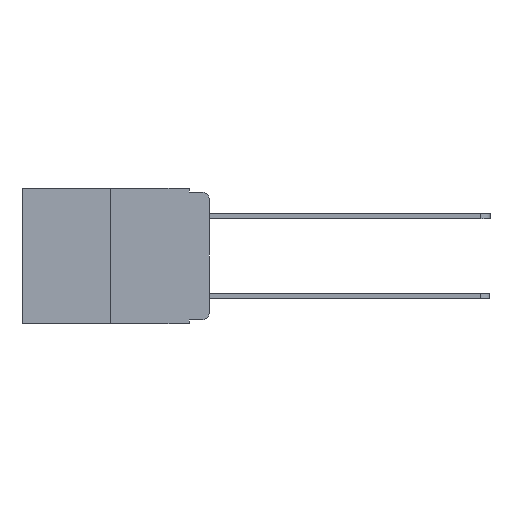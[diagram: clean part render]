
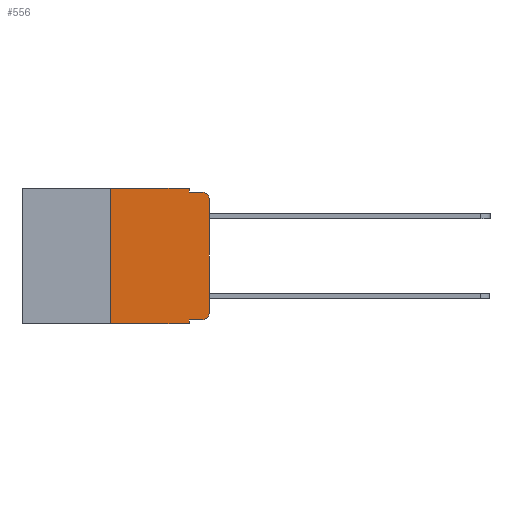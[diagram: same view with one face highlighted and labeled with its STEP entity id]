
A CAD part, left-side view. The second image highlights one B-rep face of the part: STEP entity #556.
In plain terms, the highlighted planar face has unit normal (-1, 0, 0).
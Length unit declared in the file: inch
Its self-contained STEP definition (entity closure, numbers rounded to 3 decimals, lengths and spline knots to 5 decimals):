
#267 = CARTESIAN_POINT ( 'NONE',  ( 0., 0.02, -0.01 ) ) ;
#556 = ADVANCED_FACE ( 'NONE', ( #7969 ), #19214, .F. ) ;
#657 = CARTESIAN_POINT ( 'NONE',  ( 0., 0.051, 0. ) ) ;
#853 = EDGE_CURVE ( 'NONE', #4963, #13705, #6214, .T. ) ;
#944 = ORIENTED_EDGE ( 'NONE', *, *, #17421, .F. ) ;
#953 = AXIS2_PLACEMENT_3D ( 'NONE', #1844, #12934, #3525 ) ;
#1000 = CARTESIAN_POINT ( 'NONE',  ( 0., 0.051, -0.333 ) ) ;
#1116 = VECTOR ( 'NONE', #17348, 39.37008 ) ;
#1437 = VECTOR ( 'NONE', #14924, 39.37008 ) ;
#1463 = ORIENTED_EDGE ( 'NONE', *, *, #3170, .F. ) ;
#1721 = ORIENTED_EDGE ( 'NONE', *, *, #4215, .F. ) ;
#1753 = ORIENTED_EDGE ( 'NONE', *, *, #5261, .T. ) ;
#1844 = CARTESIAN_POINT ( 'NONE',  ( 0., 0.02, -0.03 ) ) ;
#2038 = EDGE_CURVE ( 'NONE', #8880, #19297, #19177, .T. ) ;
#2135 = VECTOR ( 'NONE', #6021, 39.37008 ) ;
#2388 = ORIENTED_EDGE ( 'NONE', *, *, #18131, .T. ) ;
#2425 = VERTEX_POINT ( 'NONE', #8900 ) ;
#2918 = CARTESIAN_POINT ( 'NONE',  ( 0., 0.02, -0.333 ) ) ;
#3075 = ORIENTED_EDGE ( 'NONE', *, *, #18849, .T. ) ;
#3170 = EDGE_CURVE ( 'NONE', #20015, #13036, #14167, .T. ) ;
#3196 = ORIENTED_EDGE ( 'NONE', *, *, #17901, .T. ) ;
#3276 = CARTESIAN_POINT ( 'NONE',  ( 0., 0.051, 0. ) ) ;
#3449 = ORIENTED_EDGE ( 'NONE', *, *, #6296, .T. ) ;
#3525 = DIRECTION ( 'NONE',  ( 0., 0., -1. ) ) ;
#3542 = CARTESIAN_POINT ( 'NONE',  ( 0., 0.051, 0. ) ) ;
#3626 = ORIENTED_EDGE ( 'NONE', *, *, #853, .F. ) ;
#4215 = EDGE_CURVE ( 'NONE', #13036, #16035, #18439, .T. ) ;
#4711 = VECTOR ( 'NONE', #18835, 39.37008 ) ;
#4963 = VERTEX_POINT ( 'NONE', #1000 ) ;
#5227 = LINE ( 'NONE', #5561, #8461 ) ;
#5261 = EDGE_CURVE ( 'NONE', #2425, #16035, #11279, .T. ) ;
#5561 = CARTESIAN_POINT ( 'NONE',  ( 0., 0.051, -0.333 ) ) ;
#5577 = DIRECTION ( 'NONE',  ( 0., -1., 0. ) ) ;
#5921 = CIRCLE ( 'NONE', #6161, 0.02 ) ;
#6021 = DIRECTION ( 'NONE',  ( 0., 0., -1. ) ) ;
#6161 = AXIS2_PLACEMENT_3D ( 'NONE', #9525, #19840, #11080 ) ;
#6214 = LINE ( 'NONE', #3542, #1437 ) ;
#6273 = CARTESIAN_POINT ( 'NONE',  ( 0., 0., 0. ) ) ;
#6296 = EDGE_CURVE ( 'NONE', #13930, #2425, #18618, .T. ) ;
#6338 = VECTOR ( 'NONE', #5577, 39.37008 ) ;
#6456 = AXIS2_PLACEMENT_3D ( 'NONE', #15905, #19105, #18109 ) ;
#6650 = VECTOR ( 'NONE', #18217, 39.37008 ) ;
#7126 = DIRECTION ( 'NONE',  ( 0., -1., 0. ) ) ;
#7912 = ORIENTED_EDGE ( 'NONE', *, *, #2038, .F. ) ;
#7969 = FACE_OUTER_BOUND ( 'NONE', #19750, .T. ) ;
#8322 = CARTESIAN_POINT ( 'NONE',  ( 0., 0.473, 0. ) ) ;
#8461 = VECTOR ( 'NONE', #7126, 39.37008 ) ;
#8880 = VERTEX_POINT ( 'NONE', #9865 ) ;
#8900 = CARTESIAN_POINT ( 'NONE',  ( 0., 0., -0.03 ) ) ;
#9525 = CARTESIAN_POINT ( 'NONE',  ( 0., 0.02, -0.313 ) ) ;
#9752 = CARTESIAN_POINT ( 'NONE',  ( 0., 0.25, 0. ) ) ;
#9865 = CARTESIAN_POINT ( 'NONE',  ( 0., 0.25, -0.343 ) ) ;
#11080 = DIRECTION ( 'NONE',  ( 0., 0., -1. ) ) ;
#11279 = CIRCLE ( 'NONE', #953, 0.02 ) ;
#11537 = CARTESIAN_POINT ( 'NONE',  ( 0., 0.473, -0.343 ) ) ;
#12277 = CARTESIAN_POINT ( 'NONE',  ( 0., 0.051, -0.01 ) ) ;
#12934 = DIRECTION ( 'NONE',  ( -1., 0., 0. ) ) ;
#13036 = VERTEX_POINT ( 'NONE', #12277 ) ;
#13067 = LINE ( 'NONE', #11537, #4711 ) ;
#13111 = VERTEX_POINT ( 'NONE', #2918 ) ;
#13705 = VERTEX_POINT ( 'NONE', #16328 ) ;
#13930 = VERTEX_POINT ( 'NONE', #15495 ) ;
#14167 = LINE ( 'NONE', #3276, #2135 ) ;
#14797 = VECTOR ( 'NONE', #19852, 39.37008 ) ;
#14924 = DIRECTION ( 'NONE',  ( 0., 0., -1. ) ) ;
#15495 = CARTESIAN_POINT ( 'NONE',  ( 0., 0., -0.313 ) ) ;
#15905 = CARTESIAN_POINT ( 'NONE',  ( 0., 0.473, 0. ) ) ;
#16035 = VERTEX_POINT ( 'NONE', #267 ) ;
#16328 = CARTESIAN_POINT ( 'NONE',  ( 0., 0.051, -0.343 ) ) ;
#17263 = CARTESIAN_POINT ( 'NONE',  ( 0., 0.25, 0. ) ) ;
#17348 = DIRECTION ( 'NONE',  ( 0., -1., 0. ) ) ;
#17421 = EDGE_CURVE ( 'NONE', #19297, #20015, #18080, .T. ) ;
#17901 = EDGE_CURVE ( 'NONE', #13111, #13930, #5921, .T. ) ;
#18080 = LINE ( 'NONE', #8322, #1116 ) ;
#18109 = DIRECTION ( 'NONE',  ( 0., 0., -1. ) ) ;
#18131 = EDGE_CURVE ( 'NONE', #8880, #13705, #13067, .T. ) ;
#18217 = DIRECTION ( 'NONE',  ( 0., 0., 1. ) ) ;
#18439 = LINE ( 'NONE', #19507, #6338 ) ;
#18618 = LINE ( 'NONE', #6273, #14797 ) ;
#18835 = DIRECTION ( 'NONE',  ( 0., -1., 0. ) ) ;
#18849 = EDGE_CURVE ( 'NONE', #4963, #13111, #5227, .T. ) ;
#19105 = DIRECTION ( 'NONE',  ( 1., 0., 0. ) ) ;
#19177 = LINE ( 'NONE', #17263, #6650 ) ;
#19214 = PLANE ( 'NONE',  #6456 ) ;
#19297 = VERTEX_POINT ( 'NONE', #9752 ) ;
#19507 = CARTESIAN_POINT ( 'NONE',  ( 0., 0.051, -0.01 ) ) ;
#19750 = EDGE_LOOP ( 'NONE', ( #3449, #1753, #1721, #1463, #944, #7912, #2388, #3626, #3075, #3196 ) ) ;
#19840 = DIRECTION ( 'NONE',  ( -1., 0., 0. ) ) ;
#19852 = DIRECTION ( 'NONE',  ( 0., 0., 1. ) ) ;
#20015 = VERTEX_POINT ( 'NONE', #657 ) ;
